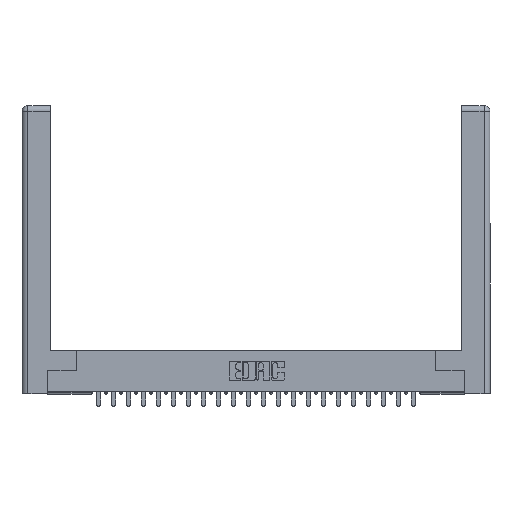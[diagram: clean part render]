
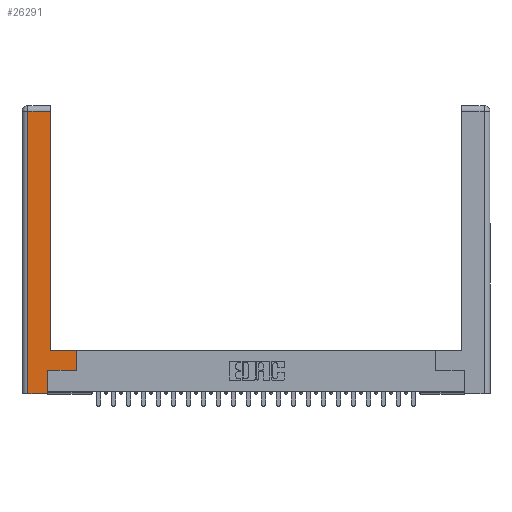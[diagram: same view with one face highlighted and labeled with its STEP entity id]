
A CAD part, top view. The second image highlights one B-rep face of the part: STEP entity #26291.
In plain terms, the highlighted planar face has unit normal (0, 0, 1).
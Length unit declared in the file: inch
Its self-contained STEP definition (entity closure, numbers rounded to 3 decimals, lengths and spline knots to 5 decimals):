
#371 = DIRECTION ( 'NONE',  ( -1., 0., 0. ) ) ;
#374 = EDGE_CURVE ( 'NONE', #8654, #18459, #27850, .T. ) ;
#2164 = EDGE_CURVE ( 'NONE', #11876, #17496, #14223, .T. ) ;
#3657 = CARTESIAN_POINT ( 'NONE',  ( 0.265, 0.245, 0. ) ) ;
#4148 = ORIENTED_EDGE ( 'NONE', *, *, #10379, .T. ) ;
#4412 = CARTESIAN_POINT ( 'NONE',  ( 0.295, 3., 0. ) ) ;
#4636 = CARTESIAN_POINT ( 'NONE',  ( 0.565, 0.245, 0. ) ) ;
#4714 = LINE ( 'NONE', #10492, #5058 ) ;
#5058 = VECTOR ( 'NONE', #28307, 39.37008 ) ;
#5721 = EDGE_CURVE ( 'NONE', #23336, #11876, #14304, .T. ) ;
#5881 = DIRECTION ( 'NONE',  ( 0., 1., 0. ) ) ;
#6138 = ORIENTED_EDGE ( 'NONE', *, *, #7079, .T. ) ;
#6226 = DIRECTION ( 'NONE',  ( 1., 0., 0. ) ) ;
#6408 = CARTESIAN_POINT ( 'NONE',  ( 0.565, 0.245, 0. ) ) ;
#7079 = EDGE_CURVE ( 'NONE', #7129, #23336, #17399, .T. ) ;
#7129 = VERTEX_POINT ( 'NONE', #20649 ) ;
#7269 = CARTESIAN_POINT ( 'NONE',  ( 0.265, 0., 0. ) ) ;
#8654 = VERTEX_POINT ( 'NONE', #3657 ) ;
#8757 = EDGE_CURVE ( 'NONE', #27940, #7129, #19409, .T. ) ;
#9130 = ORIENTED_EDGE ( 'NONE', *, *, #5721, .T. ) ;
#9914 = ORIENTED_EDGE ( 'NONE', *, *, #374, .T. ) ;
#10003 = EDGE_CURVE ( 'NONE', #24744, #27940, #4714, .T. ) ;
#10078 = ORIENTED_EDGE ( 'NONE', *, *, #10003, .T. ) ;
#10379 = EDGE_CURVE ( 'NONE', #17496, #8654, #11673, .T. ) ;
#10492 = CARTESIAN_POINT ( 'NONE',  ( 0.295, 0.45, 0. ) ) ;
#11673 = LINE ( 'NONE', #14664, #20669 ) ;
#11876 = VERTEX_POINT ( 'NONE', #28084 ) ;
#12591 = VECTOR ( 'NONE', #21964, 39.37008 ) ;
#13352 = LINE ( 'NONE', #23221, #27902 ) ;
#13363 = FACE_OUTER_BOUND ( 'NONE', #28717, .T. ) ;
#13701 = CARTESIAN_POINT ( 'NONE',  ( 0.0615, 2.94, 0. ) ) ;
#14213 = CARTESIAN_POINT ( 'NONE',  ( 0.0615, 0., 0. ) ) ;
#14223 = LINE ( 'NONE', #19825, #20458 ) ;
#14304 = LINE ( 'NONE', #14213, #23730 ) ;
#14664 = CARTESIAN_POINT ( 'NONE',  ( 0.265, 0.245, 0. ) ) ;
#14812 = CARTESIAN_POINT ( 'NONE',  ( 0.565, 0.45, 0. ) ) ;
#15265 = CARTESIAN_POINT ( 'NONE',  ( 0.295, 0.45, 0. ) ) ;
#16498 = DIRECTION ( 'NONE',  ( 0., 1., 0. ) ) ;
#17140 = EDGE_CURVE ( 'NONE', #18459, #24744, #13352, .T. ) ;
#17399 = LINE ( 'NONE', #13701, #28109 ) ;
#17496 = VERTEX_POINT ( 'NONE', #7269 ) ;
#17692 = PLANE ( 'NONE',  #24739 ) ;
#18459 = VERTEX_POINT ( 'NONE', #4636 ) ;
#18689 = VECTOR ( 'NONE', #19992, 39.37008 ) ;
#19409 = LINE ( 'NONE', #4412, #18689 ) ;
#19490 = ORIENTED_EDGE ( 'NONE', *, *, #8757, .T. ) ;
#19825 = CARTESIAN_POINT ( 'NONE',  ( 0.265, 0., 0. ) ) ;
#19992 = DIRECTION ( 'NONE',  ( 0., 1., 0. ) ) ;
#20006 = DIRECTION ( 'NONE',  ( 0., 0., -1. ) ) ;
#20458 = VECTOR ( 'NONE', #6226, 39.37008 ) ;
#20649 = CARTESIAN_POINT ( 'NONE',  ( 0.295, 2.94, 0. ) ) ;
#20669 = VECTOR ( 'NONE', #5881, 39.37008 ) ;
#21964 = DIRECTION ( 'NONE',  ( 1., 0., 0. ) ) ;
#22159 = DIRECTION ( 'NONE',  ( -1., 0., 0. ) ) ;
#23072 = DIRECTION ( 'NONE',  ( 0., -1., 0. ) ) ;
#23221 = CARTESIAN_POINT ( 'NONE',  ( 0.565, 0.45, 0. ) ) ;
#23336 = VERTEX_POINT ( 'NONE', #24324 ) ;
#23730 = VECTOR ( 'NONE', #23072, 39.37008 ) ;
#24192 = ORIENTED_EDGE ( 'NONE', *, *, #17140, .T. ) ;
#24324 = CARTESIAN_POINT ( 'NONE',  ( 0.0615, 2.94, 0. ) ) ;
#24739 = AXIS2_PLACEMENT_3D ( 'NONE', #26880, #20006, #22159 ) ;
#24744 = VERTEX_POINT ( 'NONE', #14812 ) ;
#26191 = ORIENTED_EDGE ( 'NONE', *, *, #2164, .T. ) ;
#26291 = ADVANCED_FACE ( 'NONE', ( #13363 ), #17692, .F. ) ;
#26880 = CARTESIAN_POINT ( 'NONE',  ( 0., 0., 0. ) ) ;
#27850 = LINE ( 'NONE', #6408, #12591 ) ;
#27902 = VECTOR ( 'NONE', #16498, 39.37008 ) ;
#27940 = VERTEX_POINT ( 'NONE', #15265 ) ;
#28084 = CARTESIAN_POINT ( 'NONE',  ( 0.0615, 0., 0. ) ) ;
#28109 = VECTOR ( 'NONE', #371, 39.37008 ) ;
#28307 = DIRECTION ( 'NONE',  ( -1., 0., 0. ) ) ;
#28717 = EDGE_LOOP ( 'NONE', ( #19490, #6138, #9130, #26191, #4148, #9914, #24192, #10078 ) ) ;
